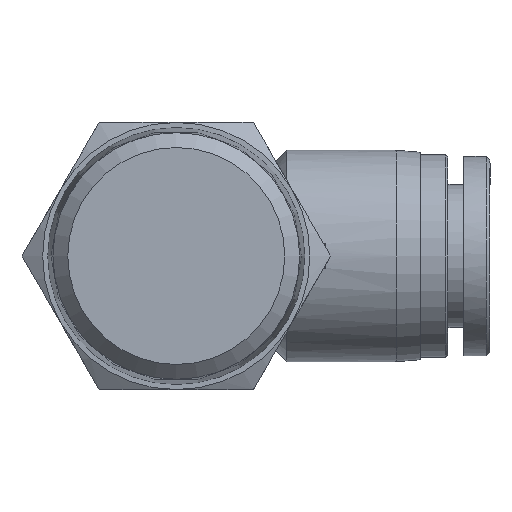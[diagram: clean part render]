
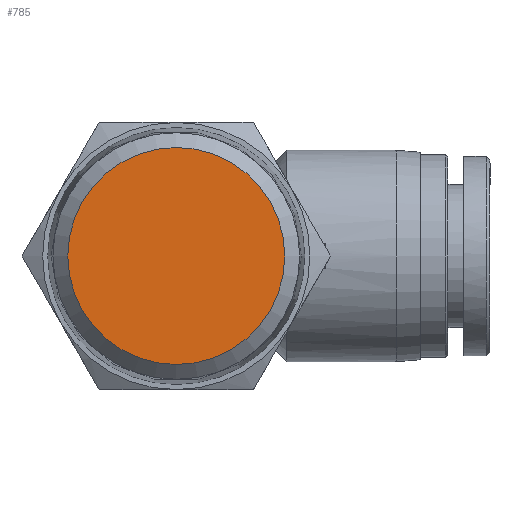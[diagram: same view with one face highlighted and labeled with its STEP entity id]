
A CAD part, front view. The second image highlights one B-rep face of the part: STEP entity #785.
In plain terms, the highlighted face is planar.
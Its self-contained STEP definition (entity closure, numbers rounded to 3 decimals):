
#745=CARTESIAN_POINT('',(39.6,9.025,0.));
#746=VERTEX_POINT('',#745);
#747=CARTESIAN_POINT('',(39.6,0.,0.0));
#748=DIRECTION('',(-1.0,0.0,0.0));
#749=DIRECTION('',(0.0,-1.0,0.0));
#750=AXIS2_PLACEMENT_3D('',#747,#748,#749);
#751=CIRCLE('',#750,9.025);
#752=EDGE_CURVE('',#746,#746,#751,.T.);
#777=CARTESIAN_POINT('',(39.6,5.113,0.0));
#778=DIRECTION('',(1.0,0.0,0.0));
#779=DIRECTION('',(0.0,0.0,-1.0));
#780=AXIS2_PLACEMENT_3D('',#777,#778,#779);
#781=PLANE('',#780);
#782=ORIENTED_EDGE('',*,*,#752,.F.);
#783=EDGE_LOOP('',(#782));
#784=FACE_OUTER_BOUND('',#783,.T.);
#785=ADVANCED_FACE('',(#784),#781,.T.);
